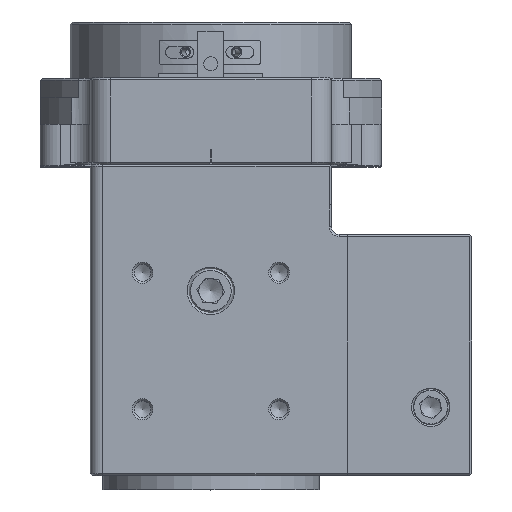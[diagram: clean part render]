
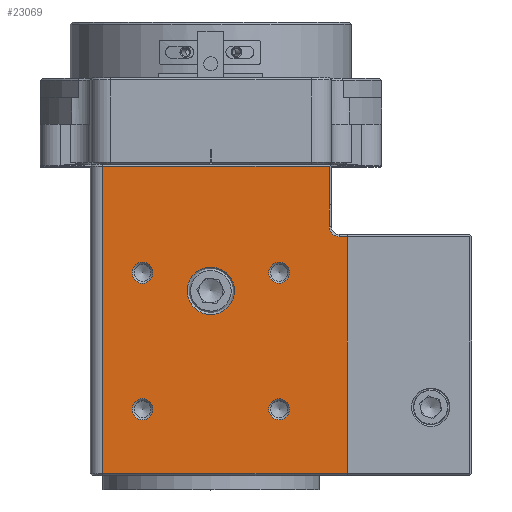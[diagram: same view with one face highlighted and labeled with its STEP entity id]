
A CAD part, top view. The second image highlights one B-rep face of the part: STEP entity #23069.
In plain terms, the highlighted planar face has unit normal (0, 0, 1).
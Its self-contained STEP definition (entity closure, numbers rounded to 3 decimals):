
#11 = DIRECTION ( 'NONE',  ( -1., 0., 0. ) ) ;
#15 = CARTESIAN_POINT ( 'NONE',  ( -27., -0.5, 76.8 ) ) ;
#64 = AXIS2_PLACEMENT_3D ( 'NONE', #7425, #7421, #7383 ) ;
#66 = LINE ( 'NONE', #15, #7846 ) ;
#2372 = VECTOR ( 'NONE', #6954, 1000. ) ;
#2866 = VERTEX_POINT ( 'NONE', #4405 ) ;
#4170 = DIRECTION ( 'NONE',  ( -1., 0., 0. ) ) ;
#4196 = DIRECTION ( 'NONE',  ( 0., 0., -1. ) ) ;
#4199 = CARTESIAN_POINT ( 'NONE',  ( -27., -15., 76.8 ) ) ;
#4205 = PLANE ( 'NONE',  #18998 ) ;
#4244 = FACE_BOUND ( 'NONE', #29265, .T. ) ;
#4248 = FACE_BOUND ( 'NONE', #30267, .T. ) ;
#4312 = FACE_BOUND ( 'NONE', #33507, .T. ) ;
#4345 = FACE_BOUND ( 'NONE', #23269, .T. ) ;
#4351 = FACE_OUTER_BOUND ( 'NONE', #22428, .T. ) ;
#4370 = VERTEX_POINT ( 'NONE', #23867 ) ;
#4385 = FACE_BOUND ( 'NONE', #24820, .T. ) ;
#4392 = AXIS2_PLACEMENT_3D ( 'NONE', #18244, #18221, #18199 ) ;
#4405 = CARTESIAN_POINT ( 'NONE',  ( -27., -77., 76.8 ) ) ;
#4456 = VERTEX_POINT ( 'NONE', #22882 ) ;
#4769 = VERTEX_POINT ( 'NONE', #19011 ) ;
#5167 = DIRECTION ( 'NONE',  ( -1., 0., 0. ) ) ;
#5187 = DIRECTION ( 'NONE',  ( 0., 0., -1. ) ) ;
#5214 = CARTESIAN_POINT ( 'NONE',  ( 32., -15.5, 76.8 ) ) ;
#5301 = EDGE_CURVE ( 'NONE', #28034, #28034, #6459, .T. ) ;
#5386 = CIRCLE ( 'NONE', #26618, 2.6 ) ;
#6459 = CIRCLE ( 'NONE', #32622, 2.6 ) ;
#6954 = DIRECTION ( 'NONE',  ( 0., 1., 0. ) ) ;
#6959 = CARTESIAN_POINT ( 'NONE',  ( 29.5, -15., 76.8 ) ) ;
#6999 = LINE ( 'NONE', #6959, #2372 ) ;
#7183 = AXIS2_PLACEMENT_3D ( 'NONE', #30674, #30654, #30617 ) ;
#7383 = DIRECTION ( 'NONE',  ( -1., 0., 0. ) ) ;
#7421 = DIRECTION ( 'NONE',  ( 0., 0., -1. ) ) ;
#7425 = CARTESIAN_POINT ( 'NONE',  ( 0., -31.5, 76.8 ) ) ;
#7606 = DIRECTION ( 'NONE',  ( 1., 0., 0. ) ) ;
#7636 = CARTESIAN_POINT ( 'NONE',  ( -27., -77., 76.8 ) ) ;
#7681 = LINE ( 'NONE', #7636, #8634 ) ;
#7688 = VERTEX_POINT ( 'NONE', #20498 ) ;
#7846 = VECTOR ( 'NONE', #11, 1000. ) ;
#8634 = VECTOR ( 'NONE', #7606, 1000. ) ;
#8924 = VECTOR ( 'NONE', #25083, 1000. ) ;
#9300 = VERTEX_POINT ( 'NONE', #37095 ) ;
#9478 = VERTEX_POINT ( 'NONE', #35093 ) ;
#9873 = EDGE_CURVE ( 'NONE', #25132, #25132, #5386, .T. ) ;
#10451 = CARTESIAN_POINT ( 'NONE',  ( -5.9, -31.5, 76.8 ) ) ;
#10473 = VERTEX_POINT ( 'NONE', #10451 ) ;
#10979 = VERTEX_POINT ( 'NONE', #15732 ) ;
#12608 = DIRECTION ( 'NONE',  ( -1., 0., 0. ) ) ;
#12652 = DIRECTION ( 'NONE',  ( 0., 0., -1. ) ) ;
#12677 = CARTESIAN_POINT ( 'NONE',  ( -17., -61., 76.8 ) ) ;
#12908 = EDGE_CURVE ( 'NONE', #4769, #4456, #25125, .T. ) ;
#13087 = DIRECTION ( 'NONE',  ( 0., -1., 0. ) ) ;
#13114 = CARTESIAN_POINT ( 'NONE',  ( -27., -15., 76.8 ) ) ;
#13163 = LINE ( 'NONE', #13114, #31407 ) ;
#13983 = EDGE_CURVE ( 'NONE', #4370, #2866, #13163, .T. ) ;
#14702 = CIRCLE ( 'NONE', #36168, 2.5 ) ;
#15732 = CARTESIAN_POINT ( 'NONE',  ( 29.5, -0.5, 76.8 ) ) ;
#16276 = CIRCLE ( 'NONE', #64, 5.9 ) ;
#17574 = EDGE_CURVE ( 'NONE', #21060, #21060, #23590, .T. ) ;
#18199 = DIRECTION ( 'NONE',  ( -1., 0., 0. ) ) ;
#18221 = DIRECTION ( 'NONE',  ( 0., 0., -1. ) ) ;
#18244 = CARTESIAN_POINT ( 'NONE',  ( 17., -27., 76.8 ) ) ;
#18355 = CARTESIAN_POINT ( 'NONE',  ( 14.4, -27., 76.8 ) ) ;
#18366 = VERTEX_POINT ( 'NONE', #18355 ) ;
#18998 = AXIS2_PLACEMENT_3D ( 'NONE', #4199, #4196, #4170 ) ;
#19011 = CARTESIAN_POINT ( 'NONE',  ( 34., -18., 76.8 ) ) ;
#19642 = EDGE_CURVE ( 'NONE', #7688, #9300, #14702, .T. ) ;
#20498 = CARTESIAN_POINT ( 'NONE',  ( 32., -18., 76.8 ) ) ;
#21048 = CARTESIAN_POINT ( 'NONE',  ( -19.6, -27., 76.8 ) ) ;
#21060 = VERTEX_POINT ( 'NONE', #21048 ) ;
#21630 = EDGE_CURVE ( 'NONE', #18366, #18366, #37250, .T. ) ;
#22428 = EDGE_LOOP ( 'NONE', ( #30173, #30129, #30163, #29934, #30964, #30770, #31672, #31706 ) ) ;
#22717 = EDGE_CURVE ( 'NONE', #2866, #4456, #7681, .T. ) ;
#22882 = CARTESIAN_POINT ( 'NONE',  ( 34., -77., 76.8 ) ) ;
#23069 = ADVANCED_FACE ( 'NONE', ( #4385, #4351, #4345, #4312, #4248, #4244 ), #4205, .F. ) ;
#23269 = EDGE_LOOP ( 'NONE', ( #31613 ) ) ;
#23590 = CIRCLE ( 'NONE', #7183, 2.6 ) ;
#23867 = CARTESIAN_POINT ( 'NONE',  ( -27., -0.5, 76.8 ) ) ;
#24126 = EDGE_CURVE ( 'NONE', #4769, #7688, #30999, .T. ) ;
#24820 = EDGE_LOOP ( 'NONE', ( #30774 ) ) ;
#25083 = DIRECTION ( 'NONE',  ( 0., -1., 0. ) ) ;
#25094 = CARTESIAN_POINT ( 'NONE',  ( 34., -15., 76.8 ) ) ;
#25124 = CARTESIAN_POINT ( 'NONE',  ( 14.4, -61., 76.8 ) ) ;
#25125 = LINE ( 'NONE', #25094, #8924 ) ;
#25132 = VERTEX_POINT ( 'NONE', #25124 ) ;
#26618 = AXIS2_PLACEMENT_3D ( 'NONE', #29153, #29107, #29071 ) ;
#27067 = DIRECTION ( 'NONE',  ( 0., 1., 0. ) ) ;
#27102 = CARTESIAN_POINT ( 'NONE',  ( 29.5, -15., 76.8 ) ) ;
#27105 = LINE ( 'NONE', #27102, #34454 ) ;
#27556 = EDGE_CURVE ( 'NONE', #9478, #10979, #27105, .T. ) ;
#28025 = CARTESIAN_POINT ( 'NONE',  ( -19.6, -61., 76.8 ) ) ;
#28034 = VERTEX_POINT ( 'NONE', #28025 ) ;
#28839 = VECTOR ( 'NONE', #30982, 1000. ) ;
#29071 = DIRECTION ( 'NONE',  ( -1., 0., 0. ) ) ;
#29107 = DIRECTION ( 'NONE',  ( 0., 0., -1. ) ) ;
#29153 = CARTESIAN_POINT ( 'NONE',  ( 17., -61., 76.8 ) ) ;
#29237 = EDGE_CURVE ( 'NONE', #9300, #9478, #6999, .T. ) ;
#29265 = EDGE_LOOP ( 'NONE', ( #31282 ) ) ;
#29934 = ORIENTED_EDGE ( 'NONE', *, *, #29237, .T. ) ;
#30129 = ORIENTED_EDGE ( 'NONE', *, *, #24126, .T. ) ;
#30163 = ORIENTED_EDGE ( 'NONE', *, *, #19642, .T. ) ;
#30173 = ORIENTED_EDGE ( 'NONE', *, *, #12908, .F. ) ;
#30267 = EDGE_LOOP ( 'NONE', ( #31233 ) ) ;
#30617 = DIRECTION ( 'NONE',  ( -1., 0., 0. ) ) ;
#30654 = DIRECTION ( 'NONE',  ( 0., 0., -1. ) ) ;
#30674 = CARTESIAN_POINT ( 'NONE',  ( -17., -27., 76.8 ) ) ;
#30770 = ORIENTED_EDGE ( 'NONE', *, *, #33510, .T. ) ;
#30774 = ORIENTED_EDGE ( 'NONE', *, *, #36167, .T. ) ;
#30964 = ORIENTED_EDGE ( 'NONE', *, *, #27556, .T. ) ;
#30982 = DIRECTION ( 'NONE',  ( -1., 0., 0. ) ) ;
#30989 = CARTESIAN_POINT ( 'NONE',  ( -27., -18., 76.8 ) ) ;
#30999 = LINE ( 'NONE', #30989, #28839 ) ;
#31143 = ORIENTED_EDGE ( 'NONE', *, *, #5301, .T. ) ;
#31233 = ORIENTED_EDGE ( 'NONE', *, *, #9873, .T. ) ;
#31282 = ORIENTED_EDGE ( 'NONE', *, *, #21630, .T. ) ;
#31407 = VECTOR ( 'NONE', #13087, 1000. ) ;
#31613 = ORIENTED_EDGE ( 'NONE', *, *, #17574, .T. ) ;
#31672 = ORIENTED_EDGE ( 'NONE', *, *, #13983, .T. ) ;
#31706 = ORIENTED_EDGE ( 'NONE', *, *, #22717, .T. ) ;
#32622 = AXIS2_PLACEMENT_3D ( 'NONE', #12677, #12652, #12608 ) ;
#33507 = EDGE_LOOP ( 'NONE', ( #31143 ) ) ;
#33510 = EDGE_CURVE ( 'NONE', #10979, #4370, #66, .T. ) ;
#34454 = VECTOR ( 'NONE', #27067, 1000. ) ;
#35093 = CARTESIAN_POINT ( 'NONE',  ( 29.5, -10.101, 76.8 ) ) ;
#36167 = EDGE_CURVE ( 'NONE', #10473, #10473, #16276, .T. ) ;
#36168 = AXIS2_PLACEMENT_3D ( 'NONE', #5214, #5187, #5167 ) ;
#37095 = CARTESIAN_POINT ( 'NONE',  ( 29.5, -15.5, 76.8 ) ) ;
#37250 = CIRCLE ( 'NONE', #4392, 2.6 ) ;
